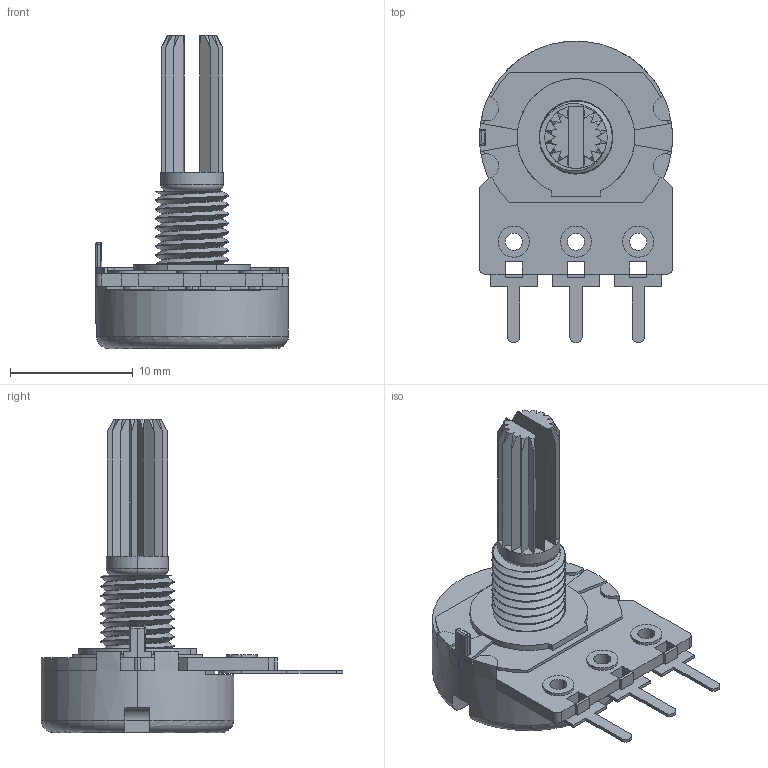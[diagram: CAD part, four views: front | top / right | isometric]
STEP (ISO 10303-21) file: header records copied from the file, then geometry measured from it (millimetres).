
FILE_DESCRIPTION (( 'STEP AP214' ), '1' );
FILE_NAME ('9A5EF828-374E-4F69-BEAB-8F9F0A49BA94.STEP', '2009-04-16T14:15:59', ( 'sysAdmin' ), ( 'SolidWorks' ), 'SwSTEP 2.0', 'SolidWorks 2009', '' );
FILE_SCHEMA (( 'AUTOMOTIVE_DESIGN' ));
Length unit declared in the file: millimetre
Products named in the file (1): 9A5EF828-374E-4F69-BEAB-8F9F0A49BA94
Bounding box: 15.75 x 24.62 x 25.56 mm (x, y, z)
Volume: 1594.3 mm3; surface area: 2440.4 mm2
Topology: 6 solids, 6 shells, 336 faces, 884 edges, 566 vertices
Faces by surface type: plane 178, cylinder 127, cone 16, sphere 6, torus 5, bspline 4
Entity records: 11964 total; most frequent: CARTESIAN_POINT 3665, ORIENTED_EDGE 1760, DIRECTION 1693, EDGE_CURVE 880, AXIS2_PLACEMENT_3D 592, VERTEX_POINT 564, LINE 509, VECTOR 509
